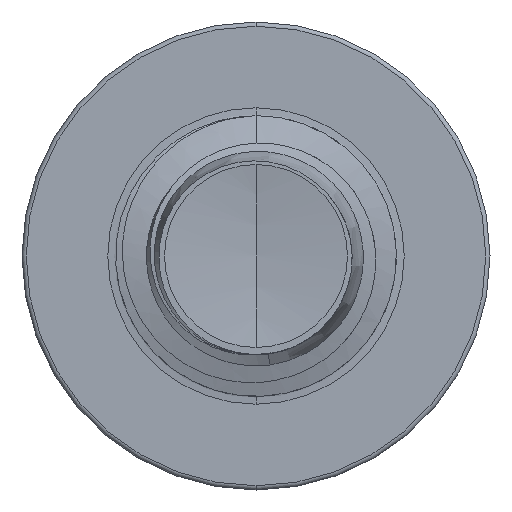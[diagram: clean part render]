
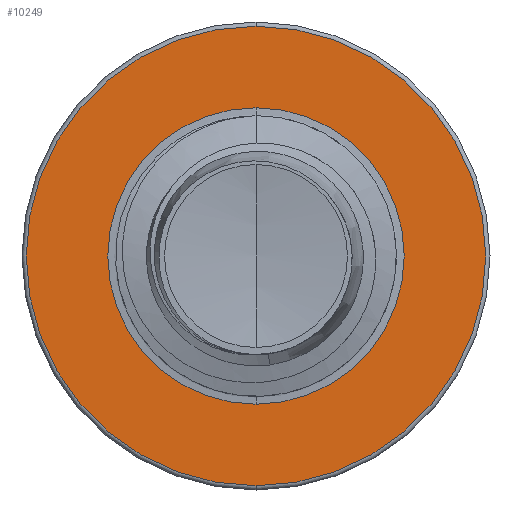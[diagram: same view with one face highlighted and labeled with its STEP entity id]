
A CAD part, front view. The second image highlights one B-rep face of the part: STEP entity #10249.
In plain terms, the highlighted planar face has unit normal (0, -1, 0).
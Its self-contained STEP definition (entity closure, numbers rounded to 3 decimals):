
#392 = CIRCLE ( 'NONE', #6179, 3.683 ) ;
#472 = CIRCLE ( 'NONE', #3532, 2.375 ) ;
#1042 = AXIS2_PLACEMENT_3D ( 'NONE', #2008, #1982, #1977 ) ;
#1875 = CARTESIAN_POINT ( 'NONE',  ( 0., 4., -2.375 ) ) ;
#1977 = DIRECTION ( 'NONE',  ( 0., 0., 1. ) ) ;
#1982 = DIRECTION ( 'NONE',  ( 0., 1., 0. ) ) ;
#2008 = CARTESIAN_POINT ( 'NONE',  ( 0., 4., 0. ) ) ;
#2254 = DIRECTION ( 'NONE',  ( 0., 0., 1. ) ) ;
#2267 = DIRECTION ( 'NONE',  ( 0., 1., 0. ) ) ;
#2274 = CARTESIAN_POINT ( 'NONE',  ( 0., 4., 0. ) ) ;
#2592 = VERTEX_POINT ( 'NONE', #5823 ) ;
#2800 = VERTEX_POINT ( 'NONE', #5780 ) ;
#3011 = CARTESIAN_POINT ( 'NONE',  ( 0., 4., -3.683 ) ) ;
#3231 = DIRECTION ( 'NONE',  ( 0., 1., 0. ) ) ;
#3532 = AXIS2_PLACEMENT_3D ( 'NONE', #6219, #6208, #6203 ) ;
#4088 = CIRCLE ( 'NONE', #1042, 3.683 ) ;
#4182 = DIRECTION ( 'NONE',  ( 0., 0., 1. ) ) ;
#4191 = DIRECTION ( 'NONE',  ( 0., 1., 0. ) ) ;
#4197 = CARTESIAN_POINT ( 'NONE',  ( 0., 4., 0. ) ) ;
#4314 = VERTEX_POINT ( 'NONE', #1875 ) ;
#4782 = EDGE_CURVE ( 'NONE', #4314, #2800, #472, .T. ) ;
#5035 = EDGE_CURVE ( 'NONE', #2592, #7833, #392, .T. ) ;
#5780 = CARTESIAN_POINT ( 'NONE',  ( 0., 4., 2.375 ) ) ;
#5823 = CARTESIAN_POINT ( 'NONE',  ( 0., 4., 3.683 ) ) ;
#6179 = AXIS2_PLACEMENT_3D ( 'NONE', #4197, #4191, #4182 ) ;
#6203 = DIRECTION ( 'NONE',  ( 0., 0., 1. ) ) ;
#6208 = DIRECTION ( 'NONE',  ( 0., 1., 0. ) ) ;
#6219 = CARTESIAN_POINT ( 'NONE',  ( 0., 4., 0. ) ) ;
#6327 = EDGE_CURVE ( 'NONE', #2800, #4314, #8693, .T. ) ;
#6493 = EDGE_CURVE ( 'NONE', #7833, #2592, #4088, .T. ) ;
#6544 = FACE_BOUND ( 'NONE', #11254, .T. ) ;
#7367 = ORIENTED_EDGE ( 'NONE', *, *, #5035, .F. ) ;
#7823 = EDGE_LOOP ( 'NONE', ( #7367, #9724 ) ) ;
#7833 = VERTEX_POINT ( 'NONE', #3011 ) ;
#7948 = CARTESIAN_POINT ( 'NONE',  ( 0., 4., -2.375 ) ) ;
#8693 = CIRCLE ( 'NONE', #11817, 2.375 ) ;
#8775 = PLANE ( 'NONE',  #11081 ) ;
#8837 = FACE_OUTER_BOUND ( 'NONE', #7823, .T. ) ;
#9644 = DIRECTION ( 'NONE',  ( 0., 0., 1. ) ) ;
#9724 = ORIENTED_EDGE ( 'NONE', *, *, #6493, .F. ) ;
#9793 = ORIENTED_EDGE ( 'NONE', *, *, #6327, .T. ) ;
#9831 = ORIENTED_EDGE ( 'NONE', *, *, #4782, .T. ) ;
#10249 = ADVANCED_FACE ( 'NONE', ( #8837, #6544 ), #8775, .F. ) ;
#11081 = AXIS2_PLACEMENT_3D ( 'NONE', #7948, #3231, #9644 ) ;
#11254 = EDGE_LOOP ( 'NONE', ( #9793, #9831 ) ) ;
#11817 = AXIS2_PLACEMENT_3D ( 'NONE', #2274, #2267, #2254 ) ;
